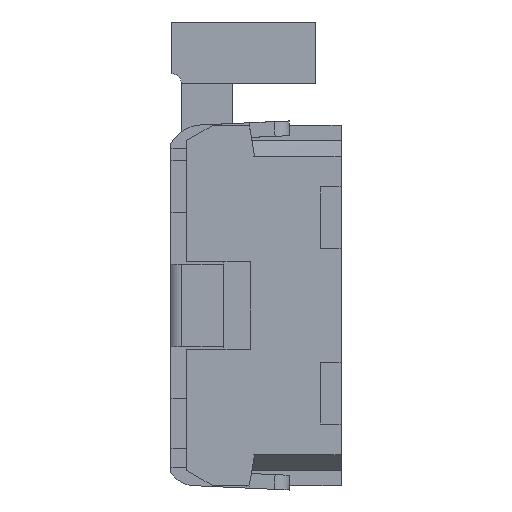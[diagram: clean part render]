
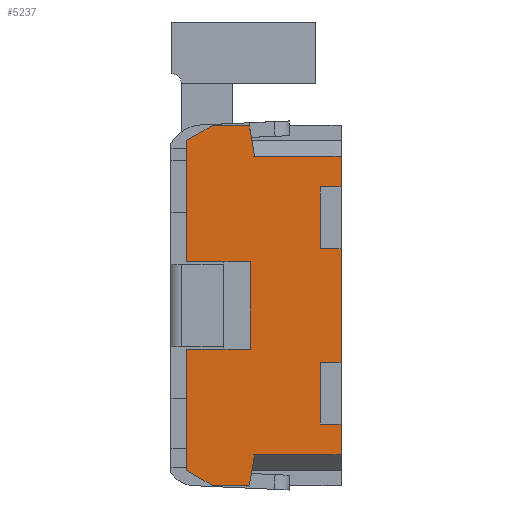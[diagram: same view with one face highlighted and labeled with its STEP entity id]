
A CAD part, left-side view. The second image highlights one B-rep face of the part: STEP entity #5237.
In plain terms, the highlighted planar face has unit normal (-1, 0, 0).
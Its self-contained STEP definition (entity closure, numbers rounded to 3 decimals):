
#173=FACE_OUTER_BOUND('',#440,.T.);
#440=EDGE_LOOP('',(#3724,#3725,#3726,#3727,#3728,#3729,#3730,#3731,#3732,
#3733,#3734,#3735,#3736,#3737,#3738,#3739,#3740,#3741,#3742,#3743,#3744,
#3745,#3746,#3747,#3748,#3749));
#876=LINE('',#7680,#1596);
#877=LINE('',#7682,#1597);
#878=LINE('',#7684,#1598);
#879=LINE('',#7686,#1599);
#880=LINE('',#7688,#1600);
#881=LINE('',#7690,#1601);
#882=LINE('',#7692,#1602);
#883=LINE('',#7694,#1603);
#884=LINE('',#7696,#1604);
#885=LINE('',#7698,#1605);
#886=LINE('',#7700,#1606);
#887=LINE('',#7702,#1607);
#888=LINE('',#7704,#1608);
#889=LINE('',#7706,#1609);
#890=LINE('',#7708,#1610);
#891=LINE('',#7710,#1611);
#892=LINE('',#7712,#1612);
#893=LINE('',#7714,#1613);
#894=LINE('',#7716,#1614);
#895=LINE('',#7718,#1615);
#896=LINE('',#7720,#1616);
#897=LINE('',#7722,#1617);
#898=LINE('',#7724,#1618);
#899=LINE('',#7726,#1619);
#900=LINE('',#7728,#1620);
#901=LINE('',#7729,#1621);
#1596=VECTOR('',#6156,1000.);
#1597=VECTOR('',#6157,1000.);
#1598=VECTOR('',#6158,1000.);
#1599=VECTOR('',#6159,1000.);
#1600=VECTOR('',#6160,1000.);
#1601=VECTOR('',#6161,1000.);
#1602=VECTOR('',#6162,1000.);
#1603=VECTOR('',#6163,1000.);
#1604=VECTOR('',#6164,1000.);
#1605=VECTOR('',#6165,1000.);
#1606=VECTOR('',#6166,1000.);
#1607=VECTOR('',#6167,1000.);
#1608=VECTOR('',#6168,1000.);
#1609=VECTOR('',#6169,1000.);
#1610=VECTOR('',#6170,1000.);
#1611=VECTOR('',#6171,1000.);
#1612=VECTOR('',#6172,1000.);
#1613=VECTOR('',#6173,1000.);
#1614=VECTOR('',#6174,1000.);
#1615=VECTOR('',#6175,1000.);
#1616=VECTOR('',#6176,1000.);
#1617=VECTOR('',#6177,1000.);
#1618=VECTOR('',#6178,1000.);
#1619=VECTOR('',#6179,1000.);
#1620=VECTOR('',#6180,1000.);
#1621=VECTOR('',#6181,1000.);
#2299=VERTEX_POINT('',#7678);
#2300=VERTEX_POINT('',#7679);
#2301=VERTEX_POINT('',#7681);
#2302=VERTEX_POINT('',#7683);
#2303=VERTEX_POINT('',#7685);
#2304=VERTEX_POINT('',#7687);
#2305=VERTEX_POINT('',#7689);
#2306=VERTEX_POINT('',#7691);
#2307=VERTEX_POINT('',#7693);
#2308=VERTEX_POINT('',#7695);
#2309=VERTEX_POINT('',#7697);
#2310=VERTEX_POINT('',#7699);
#2311=VERTEX_POINT('',#7701);
#2312=VERTEX_POINT('',#7703);
#2313=VERTEX_POINT('',#7705);
#2314=VERTEX_POINT('',#7707);
#2315=VERTEX_POINT('',#7709);
#2316=VERTEX_POINT('',#7711);
#2317=VERTEX_POINT('',#7713);
#2318=VERTEX_POINT('',#7715);
#2319=VERTEX_POINT('',#7717);
#2320=VERTEX_POINT('',#7719);
#2321=VERTEX_POINT('',#7721);
#2322=VERTEX_POINT('',#7723);
#2323=VERTEX_POINT('',#7725);
#2324=VERTEX_POINT('',#7727);
#2859=EDGE_CURVE('',#2299,#2300,#876,.T.);
#2860=EDGE_CURVE('',#2300,#2301,#877,.T.);
#2861=EDGE_CURVE('',#2301,#2302,#878,.T.);
#2862=EDGE_CURVE('',#2303,#2302,#879,.T.);
#2863=EDGE_CURVE('',#2304,#2303,#880,.T.);
#2864=EDGE_CURVE('',#2304,#2305,#881,.T.);
#2865=EDGE_CURVE('',#2305,#2306,#882,.T.);
#2866=EDGE_CURVE('',#2306,#2307,#883,.T.);
#2867=EDGE_CURVE('',#2307,#2308,#884,.T.);
#2868=EDGE_CURVE('',#2308,#2309,#885,.T.);
#2869=EDGE_CURVE('',#2309,#2310,#886,.T.);
#2870=EDGE_CURVE('',#2311,#2310,#887,.T.);
#2871=EDGE_CURVE('',#2312,#2311,#888,.T.);
#2872=EDGE_CURVE('',#2312,#2313,#889,.T.);
#2873=EDGE_CURVE('',#2314,#2313,#890,.T.);
#2874=EDGE_CURVE('',#2315,#2314,#891,.T.);
#2875=EDGE_CURVE('',#2316,#2315,#892,.T.);
#2876=EDGE_CURVE('',#2316,#2317,#893,.T.);
#2877=EDGE_CURVE('',#2318,#2317,#894,.T.);
#2878=EDGE_CURVE('',#2319,#2318,#895,.T.);
#2879=EDGE_CURVE('',#2320,#2319,#896,.T.);
#2880=EDGE_CURVE('',#2320,#2321,#897,.T.);
#2881=EDGE_CURVE('',#2321,#2322,#898,.T.);
#2882=EDGE_CURVE('',#2322,#2323,#899,.T.);
#2883=EDGE_CURVE('',#2323,#2324,#900,.T.);
#2884=EDGE_CURVE('',#2324,#2299,#901,.T.);
#3724=ORIENTED_EDGE('',*,*,#2859,.T.);
#3725=ORIENTED_EDGE('',*,*,#2860,.T.);
#3726=ORIENTED_EDGE('',*,*,#2861,.T.);
#3727=ORIENTED_EDGE('',*,*,#2862,.F.);
#3728=ORIENTED_EDGE('',*,*,#2863,.F.);
#3729=ORIENTED_EDGE('',*,*,#2864,.T.);
#3730=ORIENTED_EDGE('',*,*,#2865,.T.);
#3731=ORIENTED_EDGE('',*,*,#2866,.T.);
#3732=ORIENTED_EDGE('',*,*,#2867,.T.);
#3733=ORIENTED_EDGE('',*,*,#2868,.T.);
#3734=ORIENTED_EDGE('',*,*,#2869,.T.);
#3735=ORIENTED_EDGE('',*,*,#2870,.F.);
#3736=ORIENTED_EDGE('',*,*,#2871,.F.);
#3737=ORIENTED_EDGE('',*,*,#2872,.T.);
#3738=ORIENTED_EDGE('',*,*,#2873,.F.);
#3739=ORIENTED_EDGE('',*,*,#2874,.F.);
#3740=ORIENTED_EDGE('',*,*,#2875,.F.);
#3741=ORIENTED_EDGE('',*,*,#2876,.T.);
#3742=ORIENTED_EDGE('',*,*,#2877,.F.);
#3743=ORIENTED_EDGE('',*,*,#2878,.F.);
#3744=ORIENTED_EDGE('',*,*,#2879,.F.);
#3745=ORIENTED_EDGE('',*,*,#2880,.T.);
#3746=ORIENTED_EDGE('',*,*,#2881,.T.);
#3747=ORIENTED_EDGE('',*,*,#2882,.T.);
#3748=ORIENTED_EDGE('',*,*,#2883,.T.);
#3749=ORIENTED_EDGE('',*,*,#2884,.T.);
#4995=PLANE('',#5539);
#5237=ADVANCED_FACE('',(#173),#4995,.F.);
#5539=AXIS2_PLACEMENT_3D('',#7677,#6154,#6155);
#6154=DIRECTION('center_axis',(1.,0.,0.));
#6155=DIRECTION('ref_axis',(0.,0.,-1.));
#6156=DIRECTION('',(0.,1.,0.));
#6157=DIRECTION('',(0.,0.866,-0.5));
#6158=DIRECTION('',(0.,0.,-1.));
#6159=DIRECTION('',(0.,1.,0.));
#6160=DIRECTION('',(0.,0.,1.));
#6161=DIRECTION('',(0.,1.,0.));
#6162=DIRECTION('',(0.,0.,-1.));
#6163=DIRECTION('',(0.,-0.866,-0.5));
#6164=DIRECTION('',(0.,-1.,0.));
#6165=DIRECTION('',(0.,-0.986,-0.164));
#6166=DIRECTION('',(0.,-0.164,0.986));
#6167=DIRECTION('',(0.,-0.986,-0.164));
#6168=DIRECTION('',(0.,1.,0.));
#6169=DIRECTION('',(0.,0.,1.));
#6170=DIRECTION('',(0.,-1.,0.));
#6171=DIRECTION('',(0.,0.,-1.));
#6172=DIRECTION('',(0.,1.,0.));
#6173=DIRECTION('',(0.,0.,1.));
#6174=DIRECTION('',(0.,-1.,0.));
#6175=DIRECTION('',(0.,0.,-1.));
#6176=DIRECTION('',(0.,1.,0.));
#6177=DIRECTION('',(0.,0.,1.));
#6178=DIRECTION('',(0.,1.,0.));
#6179=DIRECTION('',(0.,-0.986,0.164));
#6180=DIRECTION('',(0.,0.164,0.986));
#6181=DIRECTION('',(0.,0.986,-0.164));
#7677=CARTESIAN_POINT('Origin',(-2.35,1.5,1.75));
#7678=CARTESIAN_POINT('',(-2.35,0.9,1.75));
#7679=CARTESIAN_POINT('',(-2.35,1.24,1.75));
#7680=CARTESIAN_POINT('',(-2.35,1.5,1.75));
#7681=CARTESIAN_POINT('',(-2.35,1.5,1.6));
#7682=CARTESIAN_POINT('',(-2.35,1.5,1.6));
#7683=CARTESIAN_POINT('',(-2.35,1.5,0.425));
#7684=CARTESIAN_POINT('',(-2.35,1.5,-1.75));
#7685=CARTESIAN_POINT('',(-2.35,0.88,0.425));
#7686=CARTESIAN_POINT('',(-2.35,1.14,0.425));
#7687=CARTESIAN_POINT('',(-2.35,0.88,-0.425));
#7688=CARTESIAN_POINT('',(-2.35,0.88,-0.425));
#7689=CARTESIAN_POINT('',(-2.35,1.5,-0.425));
#7690=CARTESIAN_POINT('',(-2.35,1.14,-0.425));
#7691=CARTESIAN_POINT('',(-2.35,1.5,-1.6));
#7692=CARTESIAN_POINT('',(-2.35,1.5,-1.75));
#7693=CARTESIAN_POINT('',(-2.35,1.24,-1.75));
#7694=CARTESIAN_POINT('',(-2.35,1.24,-1.75));
#7695=CARTESIAN_POINT('',(-2.35,0.9,-1.75));
#7696=CARTESIAN_POINT('',(-2.35,0.9,-1.75));
#7697=CARTESIAN_POINT('',(-2.35,0.89,-1.752));
#7698=CARTESIAN_POINT('',(-2.35,0.89,-1.752));
#7699=CARTESIAN_POINT('',(-2.35,0.84,-1.452));
#7700=CARTESIAN_POINT('',(-2.35,0.85,-1.511));
#7701=CARTESIAN_POINT('',(-2.35,0.85,-1.45));
#7702=CARTESIAN_POINT('',(-2.35,0.85,-1.45));
#7703=CARTESIAN_POINT('',(-2.35,0.,-1.45));
#7704=CARTESIAN_POINT('',(-2.35,0.,-1.45));
#7705=CARTESIAN_POINT('',(-2.35,0.,-1.15));
#7706=CARTESIAN_POINT('',(-2.35,0.,1.45));
#7707=CARTESIAN_POINT('',(-2.35,0.2,-1.15));
#7708=CARTESIAN_POINT('',(-2.35,0.,-1.15));
#7709=CARTESIAN_POINT('',(-2.35,0.2,-0.55));
#7710=CARTESIAN_POINT('',(-2.35,0.2,-1.15));
#7711=CARTESIAN_POINT('',(-2.35,0.,-0.55));
#7712=CARTESIAN_POINT('',(-2.35,0.2,-0.55));
#7713=CARTESIAN_POINT('',(-2.35,0.,0.55));
#7714=CARTESIAN_POINT('',(-2.35,0.,1.45));
#7715=CARTESIAN_POINT('',(-2.35,0.2,0.55));
#7716=CARTESIAN_POINT('',(-2.35,0.,0.55));
#7717=CARTESIAN_POINT('',(-2.35,0.2,1.15));
#7718=CARTESIAN_POINT('',(-2.35,0.2,0.55));
#7719=CARTESIAN_POINT('',(-2.35,0.,1.15));
#7720=CARTESIAN_POINT('',(-2.35,0.2,1.15));
#7721=CARTESIAN_POINT('',(-2.35,0.,1.45));
#7722=CARTESIAN_POINT('',(-2.35,0.,1.45));
#7723=CARTESIAN_POINT('',(-2.35,0.85,1.45));
#7724=CARTESIAN_POINT('',(-2.35,0.85,1.45));
#7725=CARTESIAN_POINT('',(-2.35,0.84,1.452));
#7726=CARTESIAN_POINT('',(-2.35,1.434,1.353));
#7727=CARTESIAN_POINT('',(-2.35,0.89,1.752));
#7728=CARTESIAN_POINT('',(-2.35,0.89,1.752));
#7729=CARTESIAN_POINT('',(-2.35,0.9,1.75));
